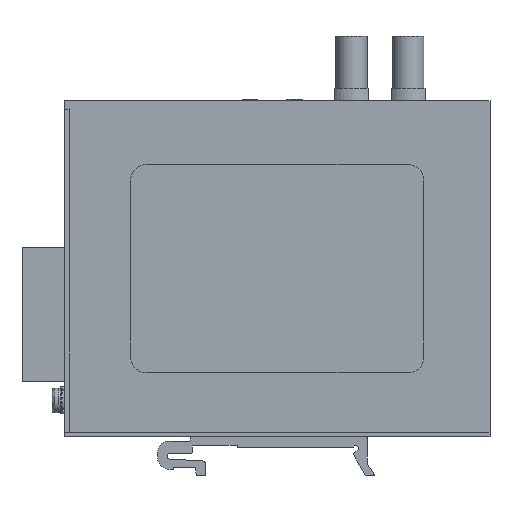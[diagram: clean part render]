
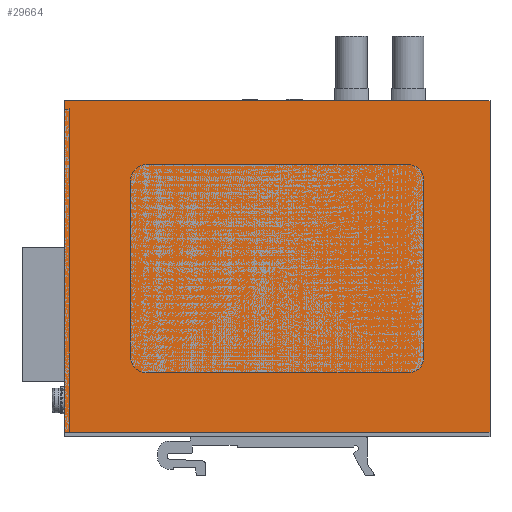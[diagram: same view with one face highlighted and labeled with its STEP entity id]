
A CAD part, left-side view. The second image highlights one B-rep face of the part: STEP entity #29664.
In plain terms, the highlighted planar face has unit normal (-1, 0, 0).
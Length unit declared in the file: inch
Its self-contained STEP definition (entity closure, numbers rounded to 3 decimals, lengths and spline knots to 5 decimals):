
#1691 = EDGE_CURVE ( 'NONE', #45153, #47283, #36852, .T. ) ;
#2319 = VECTOR ( 'NONE', #11327, 39.37008 ) ;
#4915 = CARTESIAN_POINT ( 'NONE',  ( -0.51181, 1.87008, -1.43701 ) ) ;
#9084 = PLANE ( 'NONE',  #46330 ) ;
#11138 = ORIENTED_EDGE ( 'NONE', *, *, #12261, .T. ) ;
#11248 = LINE ( 'NONE', #32710, #15056 ) ;
#11327 = DIRECTION ( 'NONE',  ( 0., 0., 1. ) ) ;
#11390 = EDGE_CURVE ( 'NONE', #28721, #45153, #51228, .T. ) ;
#11577 = VECTOR ( 'NONE', #15679, 39.37008 ) ;
#12261 = EDGE_CURVE ( 'NONE', #28113, #28721, #11248, .T. ) ;
#13232 = ORIENTED_EDGE ( 'NONE', *, *, #37167, .T. ) ;
#15056 = VECTOR ( 'NONE', #44853, 39.37008 ) ;
#15679 = DIRECTION ( 'NONE',  ( 0., -1., 0. ) ) ;
#17655 = DIRECTION ( 'NONE',  ( 0., -1., 0. ) ) ;
#25605 = DIRECTION ( 'NONE',  ( -1., 0., 0. ) ) ;
#27548 = EDGE_LOOP ( 'NONE', ( #11138, #50083, #44923, #13232 ) ) ;
#27761 = CARTESIAN_POINT ( 'NONE',  ( -0.51181, -1.87008, -1.43701 ) ) ;
#28050 = CARTESIAN_POINT ( 'NONE',  ( -0.51181, 1.87008, -1.43701 ) ) ;
#28113 = VERTEX_POINT ( 'NONE', #30080 ) ;
#28172 = VECTOR ( 'NONE', #51492, 39.37008 ) ;
#28721 = VERTEX_POINT ( 'NONE', #34403 ) ;
#29664 = ADVANCED_FACE ( 'NONE', ( #37461 ), #9084, .T. ) ;
#30080 = CARTESIAN_POINT ( 'NONE',  ( -0.51181, -1.87008, 1.47638 ) ) ;
#32519 = LINE ( 'NONE', #53487, #2319 ) ;
#32710 = CARTESIAN_POINT ( 'NONE',  ( -0.51181, 1.87008, 1.47638 ) ) ;
#33589 = CARTESIAN_POINT ( 'NONE',  ( -0.51181, 1.87008, -1.43701 ) ) ;
#34403 = CARTESIAN_POINT ( 'NONE',  ( -0.51181, 1.87008, 1.47638 ) ) ;
#36852 = LINE ( 'NONE', #28050, #11577 ) ;
#37167 = EDGE_CURVE ( 'NONE', #47283, #28113, #32519, .T. ) ;
#37461 = FACE_OUTER_BOUND ( 'NONE', #27548, .T. ) ;
#44853 = DIRECTION ( 'NONE',  ( 0., 1., 0. ) ) ;
#44923 = ORIENTED_EDGE ( 'NONE', *, *, #1691, .T. ) ;
#45153 = VERTEX_POINT ( 'NONE', #48694 ) ;
#46330 = AXIS2_PLACEMENT_3D ( 'NONE', #33589, #25605, #17655 ) ;
#47283 = VERTEX_POINT ( 'NONE', #27761 ) ;
#48694 = CARTESIAN_POINT ( 'NONE',  ( -0.51181, 1.87008, -1.43701 ) ) ;
#50083 = ORIENTED_EDGE ( 'NONE', *, *, #11390, .T. ) ;
#51228 = LINE ( 'NONE', #4915, #28172 ) ;
#51492 = DIRECTION ( 'NONE',  ( 0., 0., -1. ) ) ;
#53487 = CARTESIAN_POINT ( 'NONE',  ( -0.51181, -1.87008, -1.43701 ) ) ;
